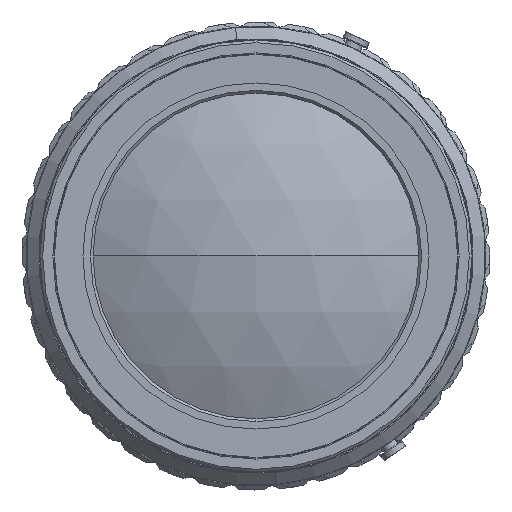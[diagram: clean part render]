
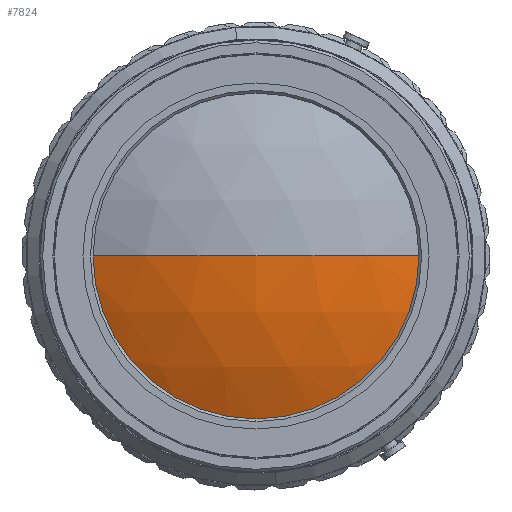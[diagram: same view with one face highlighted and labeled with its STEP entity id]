
A CAD part, left-side view. The second image highlights one B-rep face of the part: STEP entity #7824.
In plain terms, the highlighted spherical face has radius 41.444 mm.
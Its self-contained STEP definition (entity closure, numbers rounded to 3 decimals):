
#111 = EDGE_CURVE ( 'NONE', #3362, #5009, #11866, .T. ) ;
#1175 = CIRCLE ( 'NONE', #9943, 18.1 ) ;
#1363 = AXIS2_PLACEMENT_3D ( 'NONE', #9936, #9898, #9885 ) ;
#1523 = CIRCLE ( 'NONE', #8094, 41.444 ) ;
#2245 = EDGE_LOOP ( 'NONE', ( #5651, #4232, #3916, #7768 ) ) ;
#2446 = DIRECTION ( 'NONE',  ( 0., 1., 0. ) ) ;
#2601 = CARTESIAN_POINT ( 'NONE',  ( 25.9, -4.941, 0. ) ) ;
#3094 = DIRECTION ( 'NONE',  ( 0., 0., -1. ) ) ;
#3362 = VERTEX_POINT ( 'NONE', #14877 ) ;
#3916 = ORIENTED_EDGE ( 'NONE', *, *, #4307, .T. ) ;
#4157 = EDGE_CURVE ( 'NONE', #3362, #6819, #1175, .T. ) ;
#4232 = ORIENTED_EDGE ( 'NONE', *, *, #7042, .T. ) ;
#4307 = EDGE_CURVE ( 'NONE', #15486, #5009, #1523, .T. ) ;
#5009 = VERTEX_POINT ( 'NONE', #10073 ) ;
#5651 = ORIENTED_EDGE ( 'NONE', *, *, #4157, .T. ) ;
#5895 = DIRECTION ( 'NONE',  ( 0., 0., 1. ) ) ;
#5898 = DIRECTION ( 'NONE',  ( -1., 0., 0. ) ) ;
#5914 = CARTESIAN_POINT ( 'NONE',  ( -11.383, -4.941, 0. ) ) ;
#6819 = VERTEX_POINT ( 'NONE', #15866 ) ;
#7042 = EDGE_CURVE ( 'NONE', #6819, #15486, #7388, .T. ) ;
#7388 = CIRCLE ( 'NONE', #1363, 18.1 ) ;
#7661 = CARTESIAN_POINT ( 'NONE',  ( -11.383, -23.041, 0. ) ) ;
#7700 = AXIS2_PLACEMENT_3D ( 'NONE', #10199, #10213, #10177 ) ;
#7768 = ORIENTED_EDGE ( 'NONE', *, *, #111, .F. ) ;
#7824 = ADVANCED_FACE ( 'NONE', ( #9326 ), #9330, .T. ) ;
#7839 = AXIS2_PLACEMENT_3D ( 'NONE', #2601, #3094, #2446 ) ;
#8094 = AXIS2_PLACEMENT_3D ( 'NONE', #15895, #15901, #15918 ) ;
#9326 = FACE_OUTER_BOUND ( 'NONE', #2245, .T. ) ;
#9330 = SPHERICAL_SURFACE ( 'NONE', #7839, 41.444 ) ;
#9885 = DIRECTION ( 'NONE',  ( 0., 0., 1. ) ) ;
#9898 = DIRECTION ( 'NONE',  ( -1., 0., 0. ) ) ;
#9936 = CARTESIAN_POINT ( 'NONE',  ( -11.383, -4.941, 0. ) ) ;
#9943 = AXIS2_PLACEMENT_3D ( 'NONE', #5914, #5898, #5895 ) ;
#10073 = CARTESIAN_POINT ( 'NONE',  ( -15.544, -4.941, 0. ) ) ;
#10177 = DIRECTION ( 'NONE',  ( 1., 0., 0. ) ) ;
#10199 = CARTESIAN_POINT ( 'NONE',  ( 25.9, -4.941, 0. ) ) ;
#10213 = DIRECTION ( 'NONE',  ( 0., 0., 1. ) ) ;
#11866 = CIRCLE ( 'NONE', #7700, 41.444 ) ;
#14877 = CARTESIAN_POINT ( 'NONE',  ( -11.383, 13.159, 0. ) ) ;
#15486 = VERTEX_POINT ( 'NONE', #7661 ) ;
#15866 = CARTESIAN_POINT ( 'NONE',  ( -11.383, -4.941, -18.1 ) ) ;
#15895 = CARTESIAN_POINT ( 'NONE',  ( 25.9, -4.941, 0. ) ) ;
#15901 = DIRECTION ( 'NONE',  ( 0., 0., -1. ) ) ;
#15918 = DIRECTION ( 'NONE',  ( 0., 1., 0. ) ) ;
